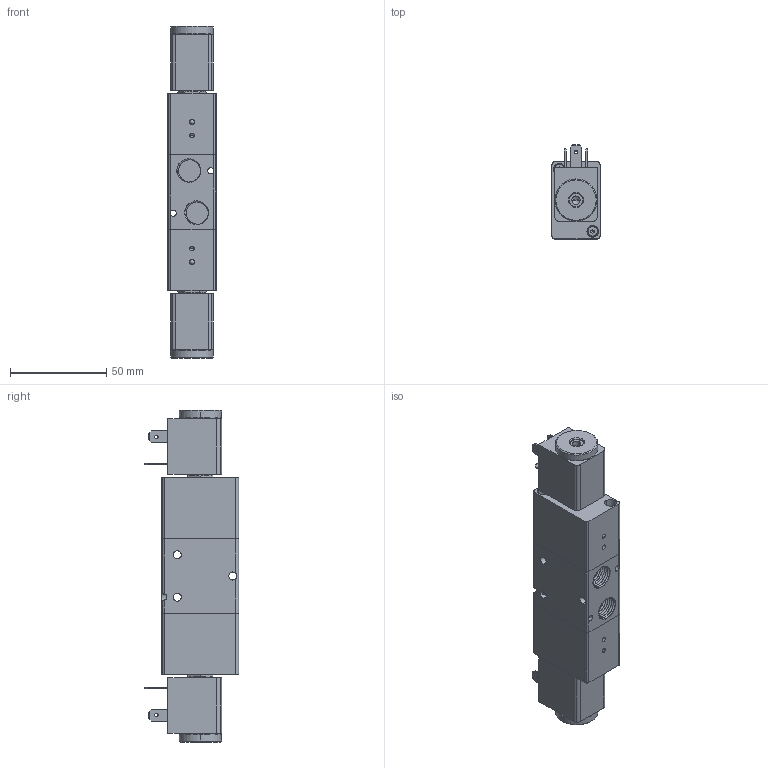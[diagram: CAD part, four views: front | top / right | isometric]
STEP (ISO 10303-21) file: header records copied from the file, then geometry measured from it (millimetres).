
FILE_DESCRIPTION((''),'2;1');
FILE_NAME('01_012_3.stp','2003-01-02T18:52:07',('Branislav Petkovic'),('AZ Pneumatica'),'AutoCAD STEP 2000i','AutoCAD 2000i','Via J. F. Kennedy, 26, 20020 Misinto (MI), ITALY');
FILE_SCHEMA(('CONFIG_CONTROL_DESIGN'));
Length unit declared in the file: millimetre
Products named in the file (10): 01_012_3; 322 TELO; PART1AA; X22 KOTVA KRATKA; PART2; STEZAC; PODLOSKA; MAGNET; PART1; PART1A
Assembly tree (11 placements, depth 3):
  01_012_3
    322 TELO
      PART1AA
    X22 KOTVA KRATKA  x2
      PART2
      STEZAC
      PODLOSKA
    MAGNET  x2
      PART1
    PART1A
Bounding box: 25 x 49.09 x 172.8 mm (x, y, z)
Surface area: 40160.4 mm2 (no closed solid volume)
Topology: 0 solids, 13 shells, 613 faces, 1532 edges, 964 vertices
Faces by surface type: cylinder 271, plane 220, cone 88, torus 16, bspline 14, sphere 4
Entity records: 20486 total; most frequent: CARTESIAN_POINT 11312, ORIENTED_EDGE 1942, DIRECTION 1764, EDGE_CURVE 971, AXIS2_PLACEMENT_3D 661, VERTEX_POINT 626, VECTOR 442, LINE 442
